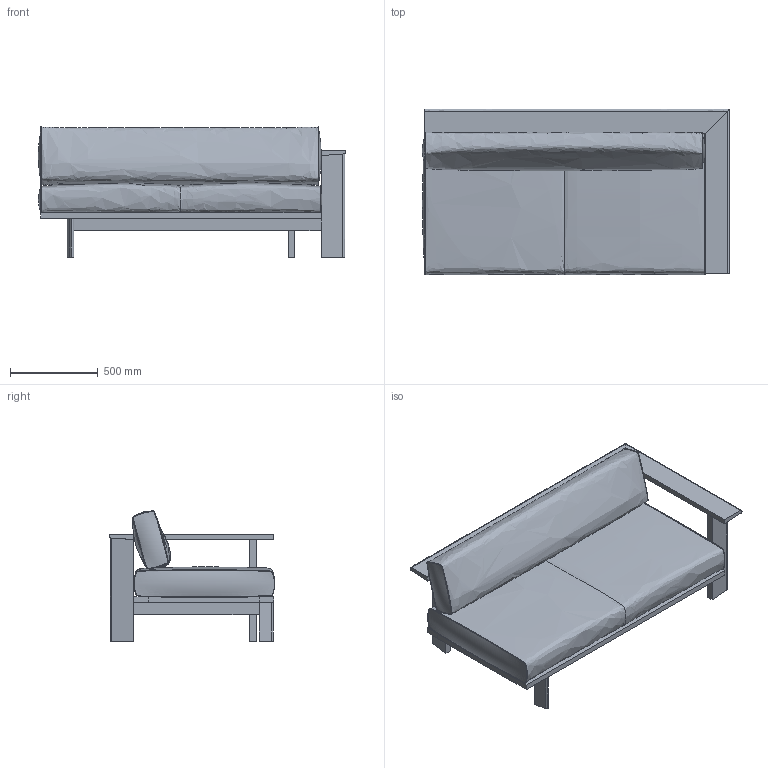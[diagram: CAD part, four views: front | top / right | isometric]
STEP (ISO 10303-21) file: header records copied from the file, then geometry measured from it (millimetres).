
FILE_DESCRIPTION(/* description */ (''),/* implementation_level */ '2;1');
FILE_NAME(/* name */ 'Rail_CB-492CL_3D',/* time_stamp */ '2023-10-06T12:56:29+02:00',/* author */ (''),/* organization */ (''),/* preprocessor_version */ 'ST-DEVELOPER v16.5',/* originating_system */ 'Rhino 7.31',/* authorisation */ '');
FILE_SCHEMA (('AUTOMOTIVE_DESIGN'));
Length unit declared in the file: centimetre
Products named in the file (2): Document; Rail_CB-492CL
Assembly tree (1 placements, depth 2):
  Document
    Rail_CB-492CL
Bounding box: 1753.13 x 944.49 x 744.7 mm (x, y, z)
Volume: 55900066.2 mm3; surface area: 9997097.3 mm2
Topology: 32 solids, 39 shells, 194 faces, 402 edges, 268 vertices
Faces by surface type: plane 166, cylinder 15, bspline 13
Entity records: 41774 total; most frequent: CARTESIAN_POINT 38331, ORIENTED_EDGE 794, EDGE_CURVE 402, B_SPLINE_CURVE_WITH_KNOTS 366, VERTEX_POINT 268, ADVANCED_FACE 194, FACE_OUTER_BOUND 194, EDGE_LOOP 194
